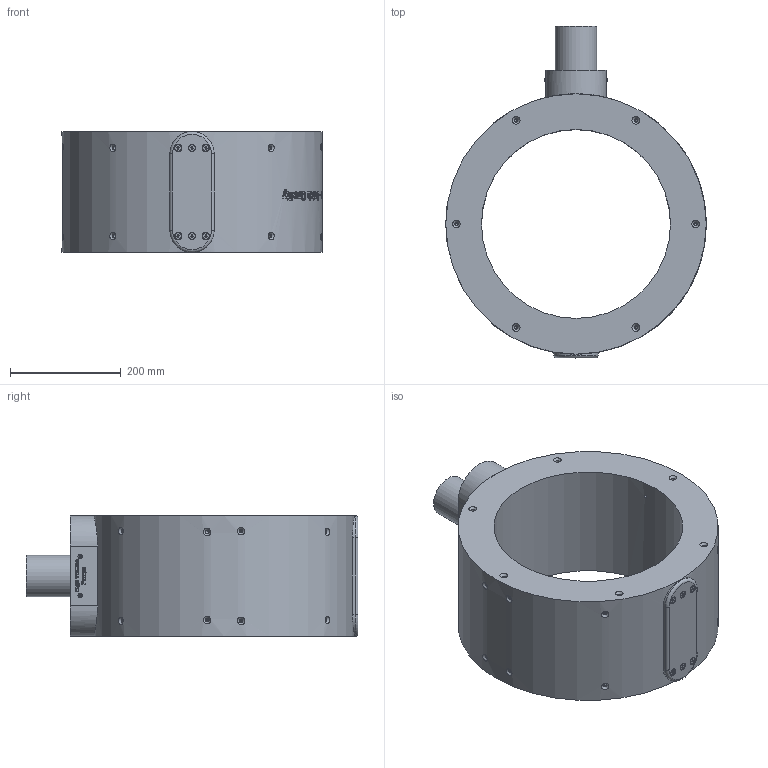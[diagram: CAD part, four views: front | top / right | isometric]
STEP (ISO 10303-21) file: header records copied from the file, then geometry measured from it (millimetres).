
FILE_DESCRIPTION (( 'STEP AP214' ), '1' );
FILE_NAME ('P-341-530-rev-A-SP.STEP', '2025-05-12T13:08:43', ( '' ), ( '' ), 'SwSTEP 2.0', 'SolidWorks 2024', '' );
FILE_SCHEMA (( 'AUTOMOTIVE_DESIGN' ));
Length unit declared in the file: millimetre
Products named in the file (1): P-341-530-rev-A-SP
Bounding box: 470 x 599.04 x 218 mm (x, y, z)
Volume: 19299254.7 mm3; surface area: 789391.8 mm2
Topology: 1 solids, 6 shells, 1204 faces, 3113 edges, 2018 vertices
Faces by surface type: plane 551, bspline 397, cylinder 138, cone 106, torus 8, sphere 4
Full cylindrical faces by diameter (mm): 5 x28, 6 x6, 6.4 x12, 6.6 x22, 7.6 x4, 10.2 x6, 11.57 x6, 75 x1, 341 x1
Entity records: 92390 total; most frequent: CARTESIAN_POINT 64922, ORIENTED_EDGE 5678, DIRECTION 3590, EDGE_CURVE 2839, VERTEX_POINT 1942, EDGE_LOOP 1511, FACE_OUTER_BOUND 1300, B_SPLINE_CURVE_WITH_KNOTS 1273
